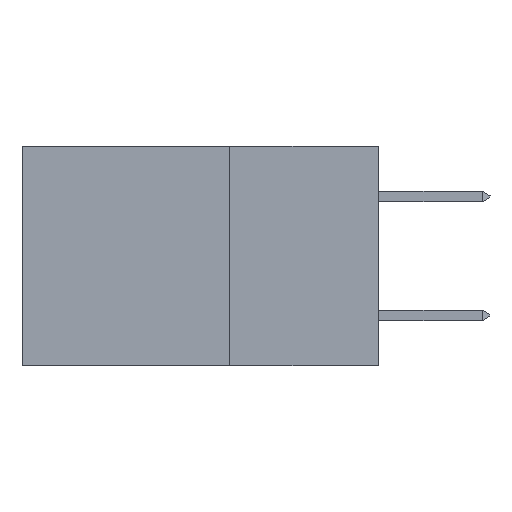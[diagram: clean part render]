
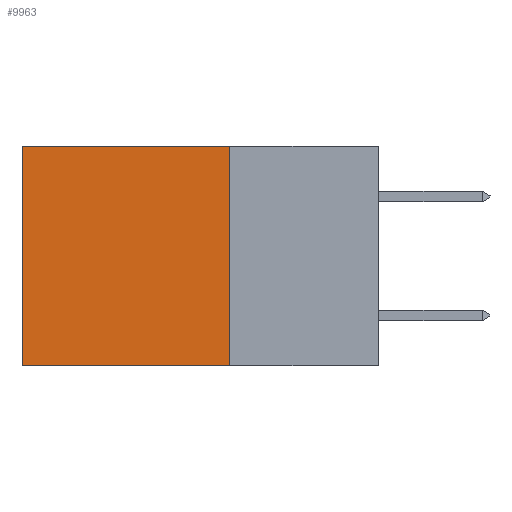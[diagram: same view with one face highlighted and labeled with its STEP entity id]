
A CAD part, left-side view. The second image highlights one B-rep face of the part: STEP entity #9963.
In plain terms, the highlighted planar face has unit normal (-1, 0, 0).
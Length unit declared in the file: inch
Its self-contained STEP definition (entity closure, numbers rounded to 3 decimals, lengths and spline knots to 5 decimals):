
#863 = ORIENTED_EDGE ( 'NONE', *, *, #15505, .F. ) ;
#1279 = VECTOR ( 'NONE', #7801, 39.37008 ) ;
#1541 = AXIS2_PLACEMENT_3D ( 'NONE', #1582, #8750, #16335 ) ;
#1582 = CARTESIAN_POINT ( 'NONE',  ( 0.2615, 0.25, -0.37 ) ) ;
#1853 = EDGE_LOOP ( 'NONE', ( #10400, #863, #12447, #16134 ) ) ;
#1944 = VECTOR ( 'NONE', #8906, 39.37008 ) ;
#2148 = CARTESIAN_POINT ( 'NONE',  ( 0.2615, 0.25, -0.37 ) ) ;
#2688 = EDGE_CURVE ( 'NONE', #10158, #15141, #16453, .T. ) ;
#3663 = DIRECTION ( 'NONE',  ( 0., 0., -1. ) ) ;
#4796 = LINE ( 'NONE', #16306, #1944 ) ;
#4838 = CARTESIAN_POINT ( 'NONE',  ( 0.2615, 0.25, 0. ) ) ;
#5703 = CARTESIAN_POINT ( 'NONE',  ( 0.2615, 0.25, -0.37 ) ) ;
#5897 = LINE ( 'NONE', #7525, #13636 ) ;
#6336 = CARTESIAN_POINT ( 'NONE',  ( 0.2615, 0.25, 0. ) ) ;
#7525 = CARTESIAN_POINT ( 'NONE',  ( 0.2615, 0.6, -0.37 ) ) ;
#7801 = DIRECTION ( 'NONE',  ( 0., 1., 0. ) ) ;
#8415 = EDGE_CURVE ( 'NONE', #10158, #14441, #17184, .T. ) ;
#8750 = DIRECTION ( 'NONE',  ( 1., 0., 0. ) ) ;
#8906 = DIRECTION ( 'NONE',  ( 0., 1., 0. ) ) ;
#9564 = EDGE_CURVE ( 'NONE', #15141, #18342, #5897, .T. ) ;
#9963 = ADVANCED_FACE ( 'NONE', ( #10470 ), #10182, .F. ) ;
#10158 = VERTEX_POINT ( 'NONE', #6336 ) ;
#10182 = PLANE ( 'NONE',  #1541 ) ;
#10400 = ORIENTED_EDGE ( 'NONE', *, *, #9564, .T. ) ;
#10470 = FACE_OUTER_BOUND ( 'NONE', #1853, .T. ) ;
#10851 = VECTOR ( 'NONE', #3663, 39.37008 ) ;
#11140 = CARTESIAN_POINT ( 'NONE',  ( 0.2615, 0.6, 0. ) ) ;
#12029 = DIRECTION ( 'NONE',  ( 0., 0., -1. ) ) ;
#12447 = ORIENTED_EDGE ( 'NONE', *, *, #8415, .F. ) ;
#13636 = VECTOR ( 'NONE', #12029, 39.37008 ) ;
#14441 = VERTEX_POINT ( 'NONE', #5703 ) ;
#15141 = VERTEX_POINT ( 'NONE', #11140 ) ;
#15505 = EDGE_CURVE ( 'NONE', #14441, #18342, #4796, .T. ) ;
#16134 = ORIENTED_EDGE ( 'NONE', *, *, #2688, .T. ) ;
#16306 = CARTESIAN_POINT ( 'NONE',  ( 0.2615, 0.25, -0.37 ) ) ;
#16335 = DIRECTION ( 'NONE',  ( 0., 0., -1. ) ) ;
#16453 = LINE ( 'NONE', #4838, #1279 ) ;
#17184 = LINE ( 'NONE', #2148, #10851 ) ;
#17362 = CARTESIAN_POINT ( 'NONE',  ( 0.2615, 0.6, -0.37 ) ) ;
#18342 = VERTEX_POINT ( 'NONE', #17362 ) ;
